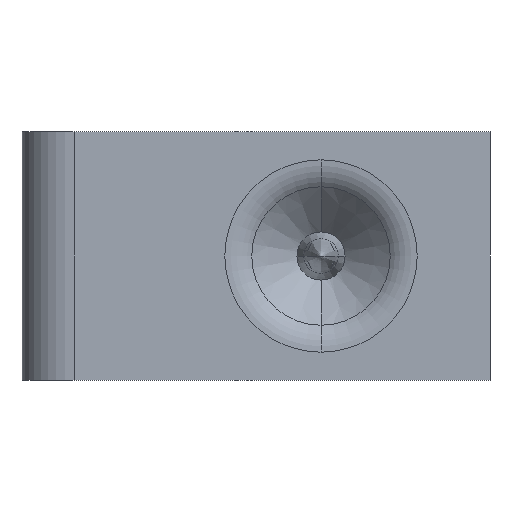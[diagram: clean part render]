
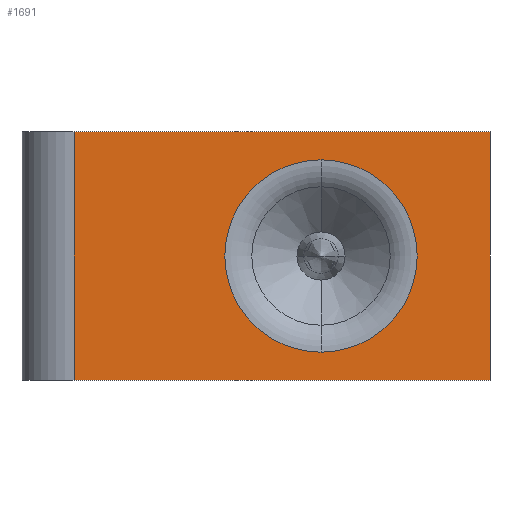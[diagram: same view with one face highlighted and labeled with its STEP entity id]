
A CAD part, front view. The second image highlights one B-rep face of the part: STEP entity #1691.
In plain terms, the highlighted planar face has unit normal (0, -1, 0).
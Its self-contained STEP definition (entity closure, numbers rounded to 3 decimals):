
#9 = DIRECTION ( 'NONE',  ( 0., 0., -1. ) ) ;
#75 = ORIENTED_EDGE ( 'NONE', *, *, #1434, .T. ) ;
#155 = EDGE_CURVE ( 'NONE', #363, #490, #165, .T. ) ;
#165 = LINE ( 'NONE', #1189, #1286 ) ;
#188 = DIRECTION ( 'NONE',  ( 0., 0., -1. ) ) ;
#258 = CARTESIAN_POINT ( 'NONE',  ( 34., -2., 9.55 ) ) ;
#298 = CARTESIAN_POINT ( 'NONE',  ( 0., -2., -9.55 ) ) ;
#308 = CARTESIAN_POINT ( 'NONE',  ( 21., -2., 0. ) ) ;
#327 = VERTEX_POINT ( 'NONE', #1245 ) ;
#363 = VERTEX_POINT ( 'NONE', #258 ) ;
#449 = VERTEX_POINT ( 'NONE', #1879 ) ;
#490 = VERTEX_POINT ( 'NONE', #2043 ) ;
#497 = EDGE_CURVE ( 'NONE', #449, #672, #928, .T. ) ;
#531 = EDGE_LOOP ( 'NONE', ( #1923, #738, #748, #75 ) ) ;
#553 = EDGE_CURVE ( 'NONE', #672, #449, #1690, .T. ) ;
#625 = DIRECTION ( 'NONE',  ( 0., 0., 1. ) ) ;
#672 = VERTEX_POINT ( 'NONE', #1227 ) ;
#688 = DIRECTION ( 'NONE',  ( 0., 1., 0. ) ) ;
#718 = CARTESIAN_POINT ( 'NONE',  ( 2., -2., 9.55 ) ) ;
#738 = ORIENTED_EDGE ( 'NONE', *, *, #155, .F. ) ;
#748 = ORIENTED_EDGE ( 'NONE', *, *, #1061, .F. ) ;
#758 = EDGE_CURVE ( 'NONE', #327, #490, #2185, .T. ) ;
#765 = CARTESIAN_POINT ( 'NONE',  ( 2., -2., 9.55 ) ) ;
#821 = AXIS2_PLACEMENT_3D ( 'NONE', #1155, #1332, #625 ) ;
#844 = ORIENTED_EDGE ( 'NONE', *, *, #553, .T. ) ;
#893 = CARTESIAN_POINT ( 'NONE',  ( 0., -2., 9.55 ) ) ;
#928 = CIRCLE ( 'NONE', #2015, 7.403 ) ;
#987 = DIRECTION ( 'NONE',  ( 0., 1., 0. ) ) ;
#1061 = EDGE_CURVE ( 'NONE', #1085, #363, #1400, .T. ) ;
#1084 = EDGE_LOOP ( 'NONE', ( #844, #1935 ) ) ;
#1085 = VERTEX_POINT ( 'NONE', #765 ) ;
#1144 = FACE_OUTER_BOUND ( 'NONE', #531, .T. ) ;
#1155 = CARTESIAN_POINT ( 'NONE',  ( 0., -2., 9.55 ) ) ;
#1189 = CARTESIAN_POINT ( 'NONE',  ( 34., -2., 9.55 ) ) ;
#1227 = CARTESIAN_POINT ( 'NONE',  ( 21., -2., 7.403 ) ) ;
#1245 = CARTESIAN_POINT ( 'NONE',  ( 2., -2., -9.55 ) ) ;
#1286 = VECTOR ( 'NONE', #9, 1000. ) ;
#1332 = DIRECTION ( 'NONE',  ( 0., 1., 0. ) ) ;
#1373 = DIRECTION ( 'NONE',  ( 0., 0., 1. ) ) ;
#1400 = LINE ( 'NONE', #893, #1828 ) ;
#1402 = AXIS2_PLACEMENT_3D ( 'NONE', #308, #987, #1866 ) ;
#1434 = EDGE_CURVE ( 'NONE', #1085, #327, #2110, .T. ) ;
#1499 = FACE_BOUND ( 'NONE', #1084, .T. ) ;
#1513 = CARTESIAN_POINT ( 'NONE',  ( 21., -2., 0. ) ) ;
#1584 = DIRECTION ( 'NONE',  ( 1., 0., 0. ) ) ;
#1650 = VECTOR ( 'NONE', #188, 1000. ) ;
#1690 = CIRCLE ( 'NONE', #1402, 7.403 ) ;
#1691 = ADVANCED_FACE ( 'NONE', ( #1499, #1144 ), #2170, .F. ) ;
#1802 = VECTOR ( 'NONE', #1829, 1000. ) ;
#1828 = VECTOR ( 'NONE', #1584, 1000. ) ;
#1829 = DIRECTION ( 'NONE',  ( 1., 0., 0. ) ) ;
#1866 = DIRECTION ( 'NONE',  ( 0., 0., 1. ) ) ;
#1879 = CARTESIAN_POINT ( 'NONE',  ( 21., -2., -7.403 ) ) ;
#1923 = ORIENTED_EDGE ( 'NONE', *, *, #758, .T. ) ;
#1935 = ORIENTED_EDGE ( 'NONE', *, *, #497, .T. ) ;
#2015 = AXIS2_PLACEMENT_3D ( 'NONE', #1513, #688, #1373 ) ;
#2043 = CARTESIAN_POINT ( 'NONE',  ( 34., -2., -9.55 ) ) ;
#2110 = LINE ( 'NONE', #718, #1650 ) ;
#2170 = PLANE ( 'NONE',  #821 ) ;
#2185 = LINE ( 'NONE', #298, #1802 ) ;
